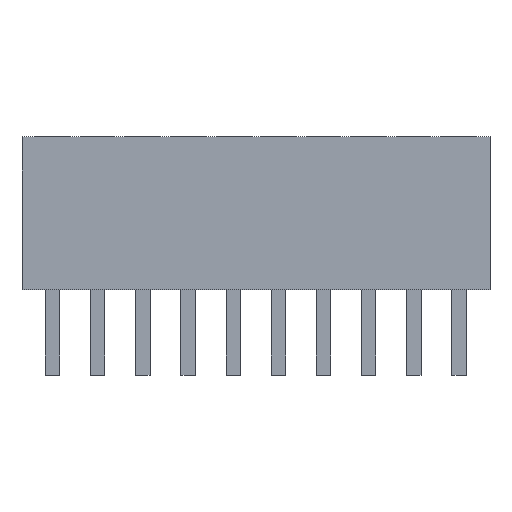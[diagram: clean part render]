
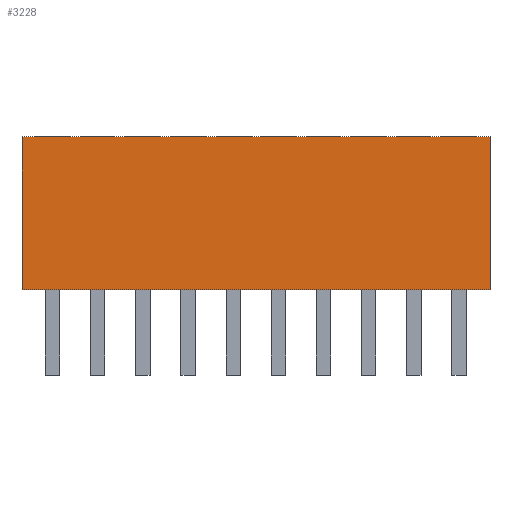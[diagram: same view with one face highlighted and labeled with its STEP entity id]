
A CAD part, top view. The second image highlights one B-rep face of the part: STEP entity #3228.
In plain terms, the highlighted planar face has unit normal (0, 0, 1).
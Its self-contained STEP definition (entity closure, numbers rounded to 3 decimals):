
#13=DIRECTION('',(1.,0.,0.));
#14=VECTOR('',#13,13.16);
#15=CARTESIAN_POINT('',(-6.58,0.,1.5));
#16=LINE('3786',#15,#14);
#381=DIRECTION('',(0.,-1.,0.));
#382=VECTOR('',#381,4.3);
#383=CARTESIAN_POINT('',(6.58,0.,1.5));
#384=LINE('3793',#383,#382);
#721=DIRECTION('',(1.,0.,0.));
#722=VECTOR('',#721,13.16);
#723=CARTESIAN_POINT('',(-6.58,-4.3,1.5));
#724=LINE('3789',#723,#722);
#729=DIRECTION('',(0.,-1.,0.));
#730=VECTOR('',#729,4.3);
#731=CARTESIAN_POINT('',(-6.58,0.,1.5));
#732=LINE('3792',#731,#730);
#2018=CARTESIAN_POINT('',(-6.58,0.,1.5));
#2020=VERTEX_POINT('',#2018);
#2021=CARTESIAN_POINT('',(6.58,0.,1.5));
#2022=VERTEX_POINT('',#2021);
#2025=CARTESIAN_POINT('',(-6.58,-4.3,1.5));
#2026=CARTESIAN_POINT('',(6.58,-4.3,1.5));
#2027=VERTEX_POINT('',#2025);
#2028=VERTEX_POINT('',#2026);
#3217=CARTESIAN_POINT('',(-6.58,0.,1.5));
#3218=DIRECTION('',(0.,0.,1.));
#3219=DIRECTION('',(1.,0.,0.));
#3220=AXIS2_PLACEMENT_3D('',#3217,#3218,#3219);
#3221=PLANE('3578',#3220);
#3222=ORIENTED_EDGE('3786',*,*,#2700,.T.);
#3223=ORIENTED_EDGE('3793',*,*,#2969,.T.);
#3224=ORIENTED_EDGE('3789',*,*,#3211,.F.);
#3225=ORIENTED_EDGE('3792',*,*,#2917,.F.);
#3226=EDGE_LOOP('3578',(#3222,#3223,#3224,#3225));
#3227=FACE_OUTER_BOUND('3578',#3226,.F.);
#3228=ADVANCED_FACE('3578',(#3227),#3221,.T.);
#2700=EDGE_CURVE('3786',#2020,#2022,#16,.T.);
#2917=EDGE_CURVE('3792',#2020,#2027,#732,.T.);
#2969=EDGE_CURVE('3793',#2022,#2028,#384,.T.);
#3211=EDGE_CURVE('3789',#2027,#2028,#724,.T.);
